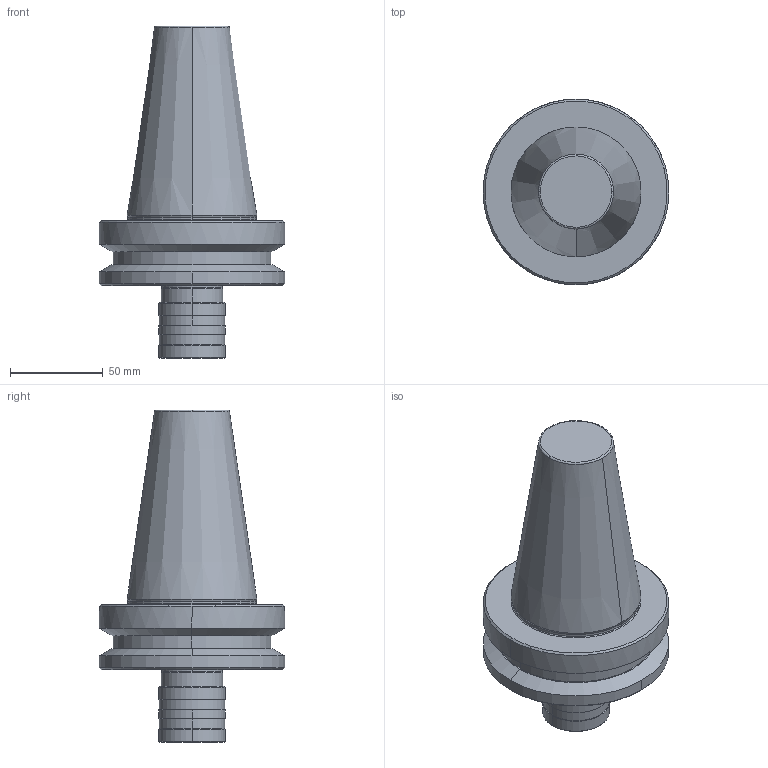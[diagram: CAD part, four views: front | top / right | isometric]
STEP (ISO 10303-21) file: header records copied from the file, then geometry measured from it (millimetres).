
FILE_DESCRIPTION (( 'STEP AP203' ), '1' );
FILE_NAME ('BT50 KWFLK1 77.0.STEP', '2019-05-25T06:31:27', ( '' ), ( '' ), 'SwSTEP 2.0', 'SolidWorks 2014', '' );
FILE_SCHEMA (( 'CONFIG_CONTROL_DESIGN' ));
Length unit declared in the file: millimetre
Products named in the file (1): BT50 KWFLK1 77.0
Bounding box: 100 x 100 x 178.8 mm (x, y, z)
Volume: 547961 mm3; surface area: 49004 mm2
Topology: 1 solids, 1 shells, 62 faces, 148 edges, 93 vertices
Faces by surface type: cone 29, cylinder 22, plane 7, bspline 4
Entity records: 2270 total; most frequent: CARTESIAN_POINT 730, DIRECTION 335, ORIENTED_EDGE 296, EDGE_CURVE 148, AXIS2_PLACEMENT_3D 144, VERTEX_POINT 93, CIRCLE 85, EDGE_LOOP 67
